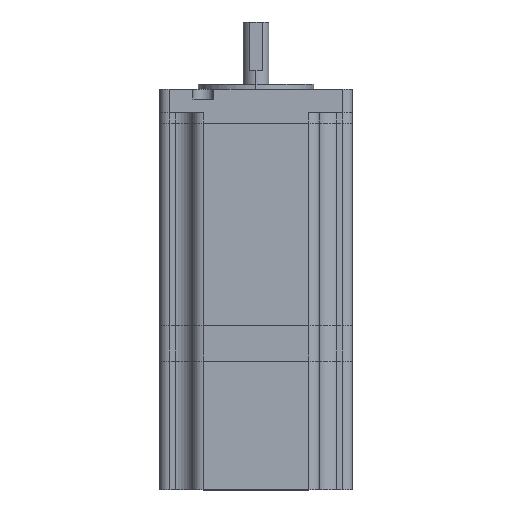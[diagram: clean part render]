
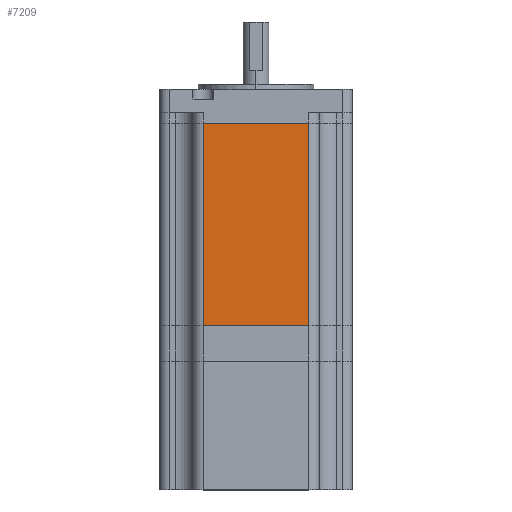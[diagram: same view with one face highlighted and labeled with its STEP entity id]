
A CAD part, top view. The second image highlights one B-rep face of the part: STEP entity #7209.
In plain terms, the highlighted planar face has unit normal (0, 0, 1).
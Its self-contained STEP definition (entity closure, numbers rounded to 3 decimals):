
#109 = VECTOR ( 'NONE', #4273, 1000. ) ;
#365 = DIRECTION ( 'NONE',  ( 0., -1., 0. ) ) ;
#593 = CARTESIAN_POINT ( 'NONE',  ( 46.35, 0., 0. ) ) ;
#651 = FACE_OUTER_BOUND ( 'NONE', #5281, .T. ) ;
#1046 = VERTEX_POINT ( 'NONE', #7174 ) ;
#1893 = DIRECTION ( 'NONE',  ( 0., 0., -1. ) ) ;
#2007 = EDGE_CURVE ( 'NONE', #3157, #1046, #6212, .T. ) ;
#2120 = ORIENTED_EDGE ( 'NONE', *, *, #2007, .F. ) ;
#2159 = DIRECTION ( 'NONE',  ( 1., 0., 0. ) ) ;
#2300 = VECTOR ( 'NONE', #365, 1000. ) ;
#2342 = CARTESIAN_POINT ( 'NONE',  ( 13.65, 0., 0. ) ) ;
#2479 = CARTESIAN_POINT ( 'NONE',  ( 13.65, 63., 0. ) ) ;
#2858 = CARTESIAN_POINT ( 'NONE',  ( 46.35, 63., 0. ) ) ;
#2865 = VECTOR ( 'NONE', #4495, 1000. ) ;
#3103 = LINE ( 'NONE', #2342, #2865 ) ;
#3157 = VERTEX_POINT ( 'NONE', #6648 ) ;
#3584 = ORIENTED_EDGE ( 'NONE', *, *, #7674, .T. ) ;
#3905 = LINE ( 'NONE', #2858, #109 ) ;
#4213 = LINE ( 'NONE', #2479, #2300 ) ;
#4266 = EDGE_CURVE ( 'NONE', #1046, #5919, #3905, .T. ) ;
#4273 = DIRECTION ( 'NONE',  ( 0., -1., 0. ) ) ;
#4313 = VECTOR ( 'NONE', #2159, 1000. ) ;
#4495 = DIRECTION ( 'NONE',  ( 1., 0., 0. ) ) ;
#4632 = EDGE_CURVE ( 'NONE', #7264, #5919, #3103, .T. ) ;
#4717 = CARTESIAN_POINT ( 'NONE',  ( 13.65, 63., 0. ) ) ;
#5281 = EDGE_LOOP ( 'NONE', ( #8569, #5428, #2120, #3584 ) ) ;
#5428 = ORIENTED_EDGE ( 'NONE', *, *, #4266, .F. ) ;
#5687 = AXIS2_PLACEMENT_3D ( 'NONE', #4717, #1893, #6884 ) ;
#5919 = VERTEX_POINT ( 'NONE', #593 ) ;
#6158 = PLANE ( 'NONE',  #5687 ) ;
#6212 = LINE ( 'NONE', #6425, #4313 ) ;
#6425 = CARTESIAN_POINT ( 'NONE',  ( 13.65, 63., 0. ) ) ;
#6648 = CARTESIAN_POINT ( 'NONE',  ( 13.65, 63., 0. ) ) ;
#6884 = DIRECTION ( 'NONE',  ( -1., 0., 0. ) ) ;
#7174 = CARTESIAN_POINT ( 'NONE',  ( 46.35, 63., 0. ) ) ;
#7209 = ADVANCED_FACE ( 'NONE', ( #651 ), #6158, .F. ) ;
#7264 = VERTEX_POINT ( 'NONE', #7658 ) ;
#7658 = CARTESIAN_POINT ( 'NONE',  ( 13.65, 0., 0. ) ) ;
#7674 = EDGE_CURVE ( 'NONE', #3157, #7264, #4213, .T. ) ;
#8569 = ORIENTED_EDGE ( 'NONE', *, *, #4632, .T. ) ;
